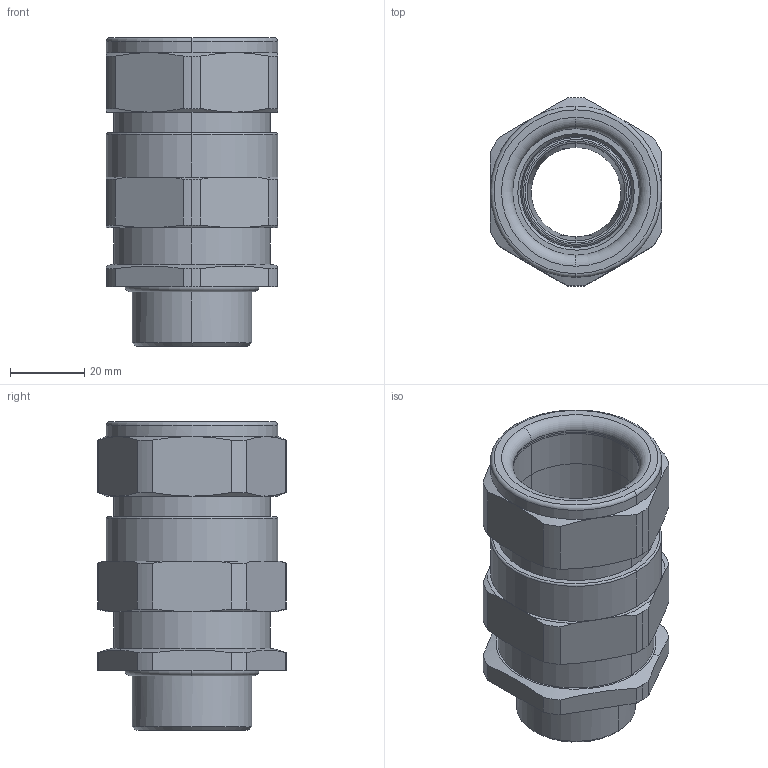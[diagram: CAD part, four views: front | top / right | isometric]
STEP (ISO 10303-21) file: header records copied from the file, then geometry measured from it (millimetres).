
FILE_DESCRIPTION(('CATIA V5 STEP Exchange','CAx-IF Rec.Pracs.--- Model Styling and Organization---1.4--- 2014-01-23'),'2;1');
FILE_NAME ('236777-1_0_1185010000_1185010000.stp','2022-04-01T01:50:14+00:00',('none'),('Weidmueller'),'CATIA Version 5-6 Release 2016 SP3 HF44','CATIA V5 STEP AP214','none');
FILE_SCHEMA(('AUTOMOTIVE_DESIGN { 1 0 10303 214 1 1 1 1 }'));
Length unit declared in the file: millimetre
Products named in the file (1): E1XZ/32/M32-WM
Bounding box: 46 x 50.6 x 82.9 mm (x, y, z)
Volume: 62784.6 mm3; surface area: 40852.8 mm2
Topology: 4 solids, 4 shells, 234 faces, 542 edges, 330 vertices
Faces by surface type: cylinder 78, cone 74, plane 46, torus 36
Entity records: 6149 total; most frequent: CARTESIAN_POINT 1330, ORIENTED_EDGE 1084, DIRECTION 765, EDGE_CURVE 542, AXIS2_PLACEMENT_3D 457, VERTEX_POINT 330, CIRCLE 313, EDGE_LOOP 256
